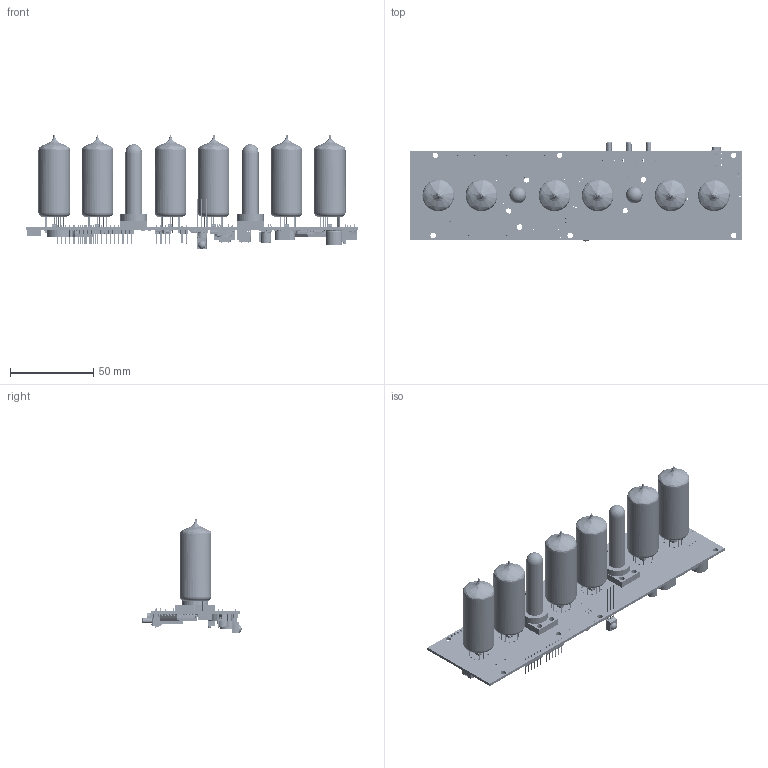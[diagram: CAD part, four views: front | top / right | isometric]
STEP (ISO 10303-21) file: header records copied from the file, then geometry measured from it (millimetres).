
FILE_DESCRIPTION(('Open CASCADE Model'),'2;1');
FILE_NAME('Open CASCADE Shape Model','2017-07-10T15:08:33',('Author'),( 'Open CASCADE'),'Open CASCADE STEP processor 6.8','Open CASCADE 6.8' ,'Unknown');
FILE_SCHEMA(('AUTOMOTIVE_DESIGN { 1 0 10303 214 1 1 1 1 }'));
Length unit declared in the file: millimetre
Products named in the file (184): PCB; Board; R36; User_Library-Chip_Resistor2; R24; C1; User_Library-Chip_Cap_MLCC_0805_(2012)_A; U1; plcc-44_Body; C3; TEM1; Socket_B3B-PH-K-S(LF)(SN); LS1; JST_B2B-PH-K-S; GPS1-1; sj-43614-smt; DG3; PLS-1; ExUP; ExMODE; R25; R26; R12; R6; R5; R4; R3; R2; R1; NX6; in-14(body); R7; R8; U3; SOIC-16-2; PWR1; DG2; DG1; AN1; R34 ...
Assembly tree (313 placements, depth 4):
  PCB
    Board
    R36
      User_Library-Chip_Resistor2
    R24
      User_Library-Chip_Resistor2
    C1
      User_Library-Chip_Cap_MLCC_0805_(2012)_A
    U1
      plcc-44_Body
    C3
      User_Library-Chip_Cap_MLCC_0805_(2012)_A
    TEM1
      Socket_B3B-PH-K-S(LF)(SN)
    LS1
      JST_B2B-PH-K-S
    GPS1-1
      sj-43614-smt
      sj-43614-smt
      sj-43614-smt
      sj-43614-smt
      sj-43614-smt
    DG3
      PLS-1  x4
    ExUP
      JST_B2B-PH-K-S
    ExMODE
      JST_B2B-PH-K-S
    R25
      User_Library-Chip_Resistor2
    R26
      User_Library-Chip_Resistor2
    R12
      User_Library-Chip_Resistor2
    R6
      User_Library-Chip_Resistor2
    R5
      User_Library-Chip_Resistor2
    R4
      User_Library-Chip_Resistor2
    R3
      User_Library-Chip_Resistor2
    R2
      User_Library-Chip_Resistor2
    R1
      User_Library-Chip_Resistor2
    NX6
      in-14(body)
    R7
      User_Library-Chip_Resistor2
    R8
      User_Library-Chip_Resistor2
    U3
      SOIC-16-2
    PWR1
      PLS-1  x6
    DG2
      PLS-1  x8
    DG1
      PLS-1  x10
Bounding box: 200 x 59.73 x 69.2 mm (x, y, z)
Volume: 104532.1 mm3; surface area: 65963.7 mm2
Topology: 213 solids, 217 shells, 11753 faces, 30196 edges, 18532 vertices
Faces by surface type: plane 6921, cylinder 3386, bspline 894, sphere 478, cone 40, torus 34
Full cylindrical faces by diameter (mm): 0.8 x13, 0.9 x145, 1.1 x7, 1.3 x12, 1.4 x1, 1.5 x2, 3.3 x11
Entity records: 196194 total; most frequent: CARTESIAN_POINT 48663, ORIENTED_EDGE 27391, DIRECTION 24653, EDGE_CURVE 13719, LINE 9439, VECTOR 9439, VERTEX_POINT 8976, AXIS2_PLACEMENT_3D 7607
